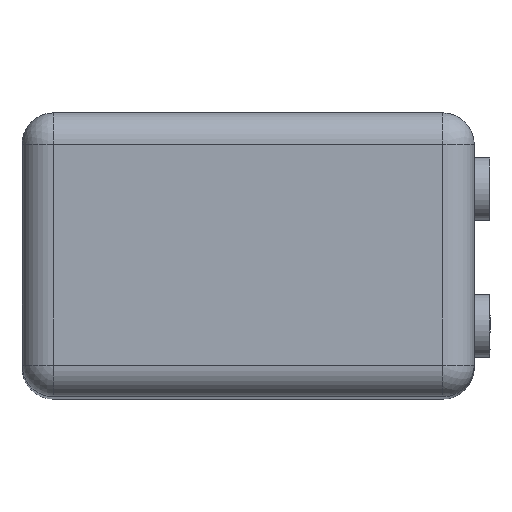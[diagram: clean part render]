
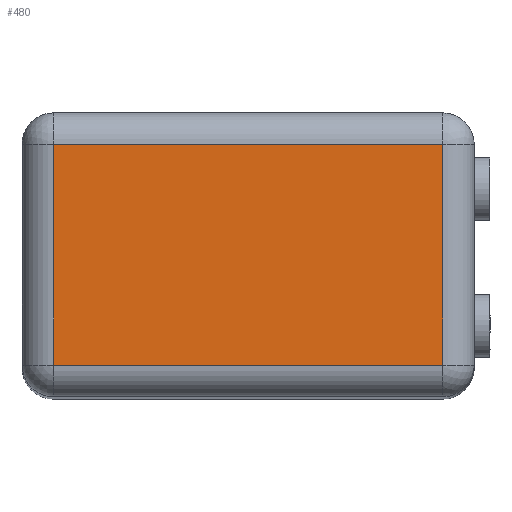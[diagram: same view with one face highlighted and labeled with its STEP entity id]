
A CAD part, top view. The second image highlights one B-rep face of the part: STEP entity #480.
In plain terms, the highlighted face is planar.
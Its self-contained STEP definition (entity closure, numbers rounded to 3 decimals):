
#80=FACE_OUTER_BOUND('',#112,.T.);
#112=EDGE_LOOP('',(#435,#436,#437,#438));
#159=LINE('',#831,#189);
#163=LINE('',#850,#193);
#166=LINE('',#855,#196);
#170=LINE('',#861,#200);
#189=VECTOR('',#675,10.);
#193=VECTOR('',#701,10.);
#196=VECTOR('',#708,10.);
#200=VECTOR('',#716,10.);
#226=VERTEX_POINT('',#795);
#233=VERTEX_POINT('',#816);
#236=VERTEX_POINT('',#826);
#239=VERTEX_POINT('',#844);
#285=EDGE_CURVE('',#226,#236,#159,.T.);
#295=EDGE_CURVE('',#239,#233,#163,.T.);
#298=EDGE_CURVE('',#236,#239,#166,.T.);
#302=EDGE_CURVE('',#233,#226,#170,.T.);
#435=ORIENTED_EDGE('',*,*,#295,.F.);
#436=ORIENTED_EDGE('',*,*,#298,.F.);
#437=ORIENTED_EDGE('',*,*,#285,.F.);
#438=ORIENTED_EDGE('',*,*,#302,.F.);
#448=PLANE('',#563);
#480=ADVANCED_FACE('',(#80),#448,.T.);
#563=AXIS2_PLACEMENT_3D('',#872,#733,#734);
#675=DIRECTION('',(0.,0.,1.));
#701=DIRECTION('',(0.,0.,-1.));
#708=DIRECTION('',(0.,1.,0.));
#716=DIRECTION('',(0.,-1.,0.));
#733=DIRECTION('center_axis',(1.,0.,0.));
#734=DIRECTION('ref_axis',(0.,1.,0.));
#795=CARTESIAN_POINT('',(68.,-18.5,3.));
#816=CARTESIAN_POINT('',(68.,18.5,3.));
#826=CARTESIAN_POINT('',(68.,-18.5,24.));
#831=CARTESIAN_POINT('',(68.,-18.5,0.));
#844=CARTESIAN_POINT('',(68.,18.5,24.));
#850=CARTESIAN_POINT('',(68.,18.5,0.));
#855=CARTESIAN_POINT('',(68.,-10.75,24.));
#861=CARTESIAN_POINT('',(68.,-10.75,3.));
#872=CARTESIAN_POINT('Origin',(68.,-21.5,0.));
